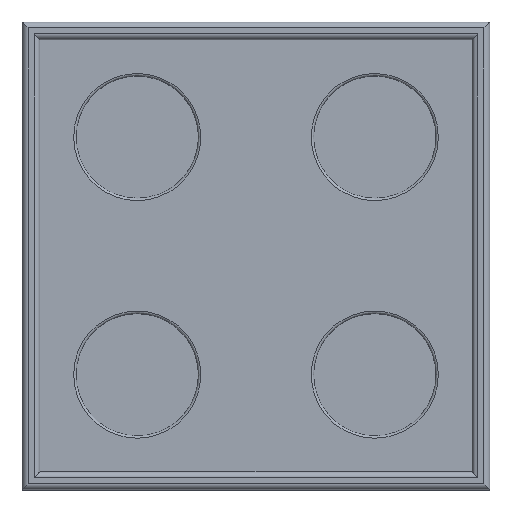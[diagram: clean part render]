
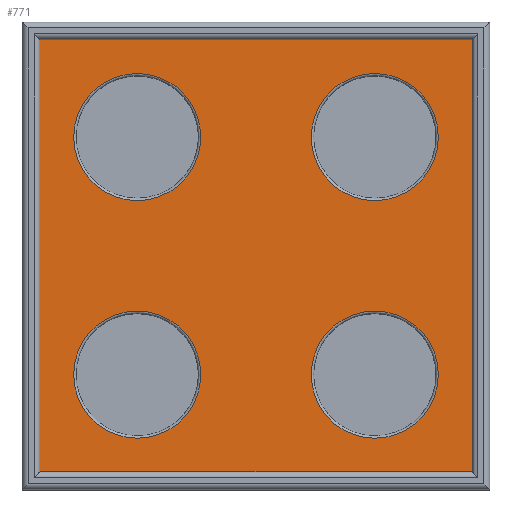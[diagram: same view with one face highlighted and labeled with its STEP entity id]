
A CAD part, top view. The second image highlights one B-rep face of the part: STEP entity #771.
In plain terms, the highlighted planar face has unit normal (0, 0, 1).
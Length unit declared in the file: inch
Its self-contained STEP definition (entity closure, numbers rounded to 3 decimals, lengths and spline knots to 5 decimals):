
#35=FACE_BOUND('',#300,.T.);
#36=FACE_BOUND('',#301,.T.);
#37=FACE_BOUND('',#302,.T.);
#38=FACE_BOUND('',#303,.T.);
#44=LINE('',#1156,#128);
#45=LINE('',#1158,#129);
#46=LINE('',#1160,#130);
#47=LINE('',#1161,#131);
#128=VECTOR('',#922,0.3937);
#129=VECTOR('',#923,0.3937);
#130=VECTOR('',#924,0.3937);
#131=VECTOR('',#925,0.3937);
#212=PLANE('',#839);
#248=FACE_OUTER_BOUND('',#299,.T.);
#299=EDGE_LOOP('',(#554,#555,#556,#557));
#300=EDGE_LOOP('',(#558));
#301=EDGE_LOOP('',(#559));
#302=EDGE_LOOP('',(#560));
#303=EDGE_LOOP('',(#561));
#358=CIRCLE('',#836,0.535);
#361=CIRCLE('',#840,0.535);
#362=CIRCLE('',#841,0.535);
#363=CIRCLE('',#842,0.535);
#374=VERTEX_POINT('',#1148);
#376=VERTEX_POINT('',#1154);
#377=VERTEX_POINT('',#1155);
#378=VERTEX_POINT('',#1157);
#379=VERTEX_POINT('',#1159);
#380=VERTEX_POINT('',#1162);
#381=VERTEX_POINT('',#1164);
#382=VERTEX_POINT('',#1166);
#442=EDGE_CURVE('',#374,#374,#358,.T.);
#445=EDGE_CURVE('',#376,#377,#44,.T.);
#446=EDGE_CURVE('',#377,#378,#45,.T.);
#447=EDGE_CURVE('',#378,#379,#46,.T.);
#448=EDGE_CURVE('',#379,#376,#47,.T.);
#449=EDGE_CURVE('',#380,#380,#361,.T.);
#450=EDGE_CURVE('',#381,#381,#362,.T.);
#451=EDGE_CURVE('',#382,#382,#363,.T.);
#554=ORIENTED_EDGE('',*,*,#445,.T.);
#555=ORIENTED_EDGE('',*,*,#446,.T.);
#556=ORIENTED_EDGE('',*,*,#447,.T.);
#557=ORIENTED_EDGE('',*,*,#448,.T.);
#558=ORIENTED_EDGE('',*,*,#449,.F.);
#559=ORIENTED_EDGE('',*,*,#450,.F.);
#560=ORIENTED_EDGE('',*,*,#451,.F.);
#561=ORIENTED_EDGE('',*,*,#442,.F.);
#771=ADVANCED_FACE('',(#248,#35,#36,#37,#38),#212,.T.);
#836=AXIS2_PLACEMENT_3D('',#1149,#914,#915);
#839=AXIS2_PLACEMENT_3D('',#1153,#920,#921);
#840=AXIS2_PLACEMENT_3D('',#1163,#926,#927);
#841=AXIS2_PLACEMENT_3D('',#1165,#928,#929);
#842=AXIS2_PLACEMENT_3D('',#1167,#930,#931);
#914=DIRECTION('center_axis',(0.,0.,1.));
#915=DIRECTION('ref_axis',(-1.,0.,0.));
#920=DIRECTION('center_axis',(0.,0.,1.));
#921=DIRECTION('ref_axis',(1.,0.,0.));
#922=DIRECTION('',(0.,1.,0.));
#923=DIRECTION('',(-1.,0.,0.));
#924=DIRECTION('',(0.,-1.,0.));
#925=DIRECTION('',(1.,0.,0.));
#926=DIRECTION('center_axis',(0.,0.,1.));
#927=DIRECTION('ref_axis',(-1.,0.,0.));
#928=DIRECTION('center_axis',(0.,0.,1.));
#929=DIRECTION('ref_axis',(-1.,0.,0.));
#930=DIRECTION('center_axis',(0.,0.,1.));
#931=DIRECTION('ref_axis',(-1.,0.,0.));
#1148=CARTESIAN_POINT('',(1.535,1.,1.37795));
#1149=CARTESIAN_POINT('Origin',(1.,1.,1.37795));
#1153=CARTESIAN_POINT('Origin',(0.,0.,1.37795));
#1154=CARTESIAN_POINT('',(1.8185,-1.81851,1.37795));
#1155=CARTESIAN_POINT('',(1.8185,1.81851,1.37795));
#1156=CARTESIAN_POINT('',(1.8185,0.90925,1.37795));
#1157=CARTESIAN_POINT('',(-1.8185,1.81851,1.37795));
#1158=CARTESIAN_POINT('',(-0.90925,1.81851,1.37795));
#1159=CARTESIAN_POINT('',(-1.8185,-1.81851,1.37795));
#1160=CARTESIAN_POINT('',(-1.8185,-0.90925,1.37795));
#1161=CARTESIAN_POINT('',(0.90925,-1.81851,1.37795));
#1162=CARTESIAN_POINT('',(-0.465,1.,1.37795));
#1163=CARTESIAN_POINT('Origin',(-1.,1.,1.37795));
#1164=CARTESIAN_POINT('',(1.535,-1.,1.37795));
#1165=CARTESIAN_POINT('Origin',(1.,-1.,1.37795));
#1166=CARTESIAN_POINT('',(-0.465,-1.,1.37795));
#1167=CARTESIAN_POINT('Origin',(-1.,-1.,1.37795));
